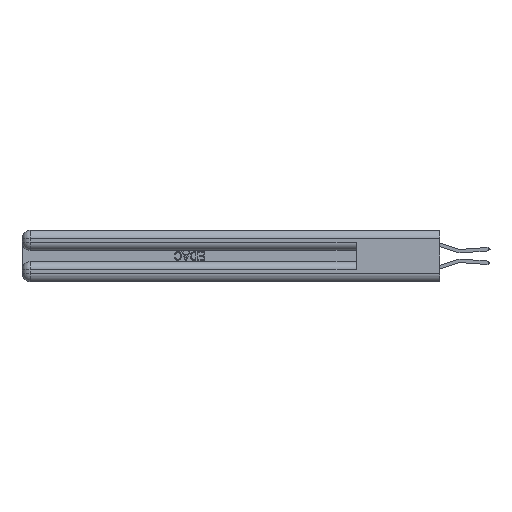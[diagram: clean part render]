
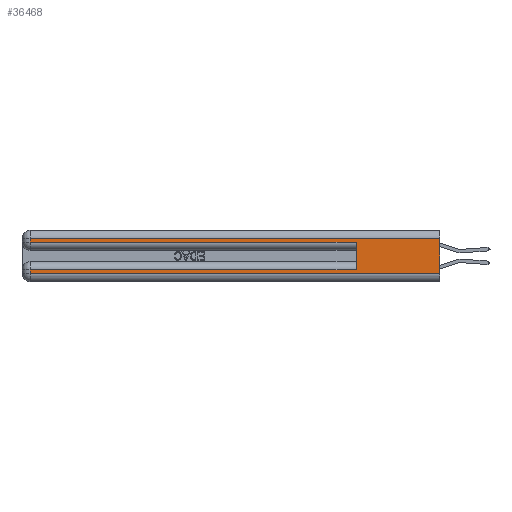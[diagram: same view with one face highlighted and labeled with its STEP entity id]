
A CAD part, left-side view. The second image highlights one B-rep face of the part: STEP entity #36468.
In plain terms, the highlighted planar face has unit normal (-1, 0, 0).
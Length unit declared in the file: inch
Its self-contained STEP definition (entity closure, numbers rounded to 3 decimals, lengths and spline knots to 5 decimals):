
#1051 = EDGE_CURVE ( 'NONE', #9996, #8892, #4141, .T. ) ;
#2103 = ORIENTED_EDGE ( 'NONE', *, *, #18326, .T. ) ;
#4141 = LINE ( 'NONE', #4827, #33156 ) ;
#4364 = DIRECTION ( 'NONE',  ( 0., 1., 0. ) ) ;
#4445 = CARTESIAN_POINT ( 'NONE',  ( 0., 0.6, 0.285 ) ) ;
#4827 = CARTESIAN_POINT ( 'NONE',  ( 0., 0.6, 0.145 ) ) ;
#5075 = CARTESIAN_POINT ( 'NONE',  ( 0., 0.6, 0.085 ) ) ;
#5168 = EDGE_CURVE ( 'NONE', #20340, #38425, #18209, .T. ) ;
#5683 = DIRECTION ( 'NONE',  ( 0., -1., 0. ) ) ;
#6782 = VERTEX_POINT ( 'NONE', #9412 ) ;
#8770 = VERTEX_POINT ( 'NONE', #15101 ) ;
#8892 = VERTEX_POINT ( 'NONE', #4445 ) ;
#8940 = CARTESIAN_POINT ( 'NONE',  ( 0., 0., 0.06 ) ) ;
#9000 = EDGE_LOOP ( 'NONE', ( #16563, #29658, #2103, #22790, #33715, #20508, #18897, #12358 ) ) ;
#9412 = CARTESIAN_POINT ( 'NONE',  ( 0., 2.94, 0.06 ) ) ;
#9736 = EDGE_CURVE ( 'NONE', #20340, #8770, #25881, .T. ) ;
#9996 = VERTEX_POINT ( 'NONE', #5075 ) ;
#10480 = CARTESIAN_POINT ( 'NONE',  ( 0., 0., 0.31 ) ) ;
#12072 = EDGE_CURVE ( 'NONE', #16705, #8892, #24737, .T. ) ;
#12358 = ORIENTED_EDGE ( 'NONE', *, *, #14942, .T. ) ;
#13729 = LINE ( 'NONE', #8940, #27733 ) ;
#13888 = VECTOR ( 'NONE', #17357, 39.37008 ) ;
#14073 = CARTESIAN_POINT ( 'NONE',  ( 0., 2.94, 0.285 ) ) ;
#14917 = LINE ( 'NONE', #30625, #22354 ) ;
#14942 = EDGE_CURVE ( 'NONE', #6782, #38425, #13729, .T. ) ;
#15101 = CARTESIAN_POINT ( 'NONE',  ( 0., 2.94, 0.31 ) ) ;
#15823 = DIRECTION ( 'NONE',  ( 0., 0., -1. ) ) ;
#16563 = ORIENTED_EDGE ( 'NONE', *, *, #5168, .F. ) ;
#16705 = VERTEX_POINT ( 'NONE', #14073 ) ;
#17357 = DIRECTION ( 'NONE',  ( 0., 0., -1. ) ) ;
#18204 = DIRECTION ( 'NONE',  ( 0., 0., -1. ) ) ;
#18209 = LINE ( 'NONE', #19008, #35733 ) ;
#18326 = EDGE_CURVE ( 'NONE', #8770, #16705, #14917, .T. ) ;
#18897 = ORIENTED_EDGE ( 'NONE', *, *, #23864, .T. ) ;
#18975 = CARTESIAN_POINT ( 'NONE',  ( 0., 0., 0.285 ) ) ;
#19008 = CARTESIAN_POINT ( 'NONE',  ( 0., 0., 0.37 ) ) ;
#19264 = DIRECTION ( 'NONE',  ( 0., 0., -1. ) ) ;
#20340 = VERTEX_POINT ( 'NONE', #37680 ) ;
#20508 = ORIENTED_EDGE ( 'NONE', *, *, #31959, .T. ) ;
#22339 = VECTOR ( 'NONE', #27373, 39.37008 ) ;
#22354 = VECTOR ( 'NONE', #15823, 39.37008 ) ;
#22790 = ORIENTED_EDGE ( 'NONE', *, *, #12072, .T. ) ;
#23108 = VERTEX_POINT ( 'NONE', #28085 ) ;
#23220 = CARTESIAN_POINT ( 'NONE',  ( 0., 0., 0.06 ) ) ;
#23864 = EDGE_CURVE ( 'NONE', #23108, #6782, #27894, .T. ) ;
#24702 = VECTOR ( 'NONE', #31004, 39.37008 ) ;
#24737 = LINE ( 'NONE', #18975, #22339 ) ;
#25881 = LINE ( 'NONE', #10480, #36753 ) ;
#27028 = PLANE ( 'NONE',  #29645 ) ;
#27040 = LINE ( 'NONE', #31131, #24702 ) ;
#27373 = DIRECTION ( 'NONE',  ( 0., -1., 0. ) ) ;
#27733 = VECTOR ( 'NONE', #5683, 39.37008 ) ;
#27894 = LINE ( 'NONE', #29484, #13888 ) ;
#28085 = CARTESIAN_POINT ( 'NONE',  ( 0., 2.94, 0.085 ) ) ;
#29484 = CARTESIAN_POINT ( 'NONE',  ( 0., 2.94, 0.37 ) ) ;
#29572 = FACE_OUTER_BOUND ( 'NONE', #9000, .T. ) ;
#29645 = AXIS2_PLACEMENT_3D ( 'NONE', #30064, #33082, #18204 ) ;
#29658 = ORIENTED_EDGE ( 'NONE', *, *, #9736, .T. ) ;
#30064 = CARTESIAN_POINT ( 'NONE',  ( 0., 0., 0.37 ) ) ;
#30625 = CARTESIAN_POINT ( 'NONE',  ( 0., 2.94, 0.37 ) ) ;
#31004 = DIRECTION ( 'NONE',  ( 0., 1., 0. ) ) ;
#31131 = CARTESIAN_POINT ( 'NONE',  ( 0., 0., 0.085 ) ) ;
#31959 = EDGE_CURVE ( 'NONE', #9996, #23108, #27040, .T. ) ;
#33082 = DIRECTION ( 'NONE',  ( 1., 0., 0. ) ) ;
#33156 = VECTOR ( 'NONE', #37469, 39.37008 ) ;
#33715 = ORIENTED_EDGE ( 'NONE', *, *, #1051, .F. ) ;
#35733 = VECTOR ( 'NONE', #19264, 39.37008 ) ;
#36468 = ADVANCED_FACE ( 'NONE', ( #29572 ), #27028, .F. ) ;
#36753 = VECTOR ( 'NONE', #4364, 39.37008 ) ;
#37469 = DIRECTION ( 'NONE',  ( 0., 0., 1. ) ) ;
#37680 = CARTESIAN_POINT ( 'NONE',  ( 0., 0., 0.31 ) ) ;
#38425 = VERTEX_POINT ( 'NONE', #23220 ) ;
